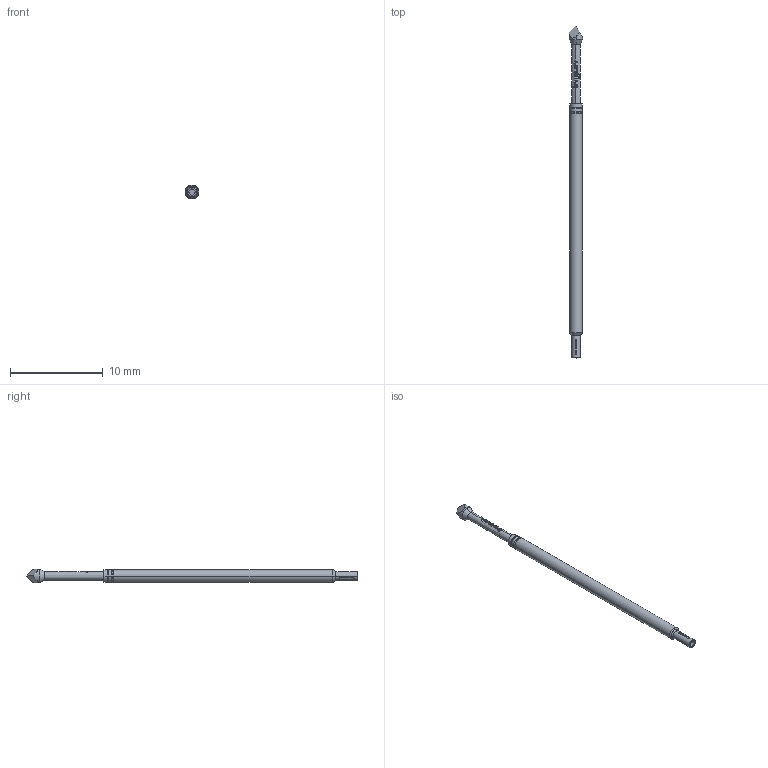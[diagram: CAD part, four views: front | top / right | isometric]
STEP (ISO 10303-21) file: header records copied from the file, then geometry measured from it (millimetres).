
FILE_DESCRIPTION (( 'STEP AP203' ), '1' );
FILE_NAME ('INGUN_S-075_307_150_A_xx00_ES.STEP', '2022-01-28T08:12:26', ( 'ochi' ), ( '' ), 'SwSTEP 2.0', 'SolidWorks 2018', '' );
FILE_SCHEMA (( 'CONFIG_CONTROL_DESIGN' ));
Length unit declared in the file: millimetre
Products named in the file (1): INGUN_S-075_307_150_A_xx00_ES
Bounding box: 1.5 x 35.81 x 1.5 mm (x, y, z)
Volume: 43.4 mm3; surface area: 148.9 mm2
Topology: 1 solids, 1 shells, 141 faces, 364 edges, 234 vertices
Faces by surface type: bspline 72, cylinder 25, cone 18, torus 14, plane 12
Entity records: 6497 total; most frequent: CARTESIAN_POINT 3619, ORIENTED_EDGE 728, EDGE_CURVE 364, DIRECTION 339, VERTEX_POINT 234, B_SPLINE_CURVE_WITH_KNOTS 232, EDGE_LOOP 150, AXIS2_PLACEMENT_3D 142
